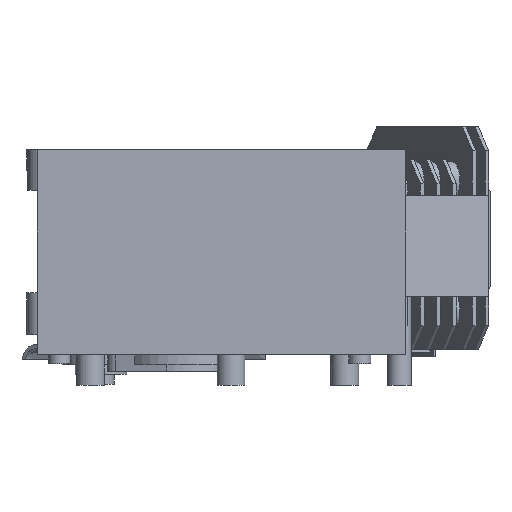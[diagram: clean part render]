
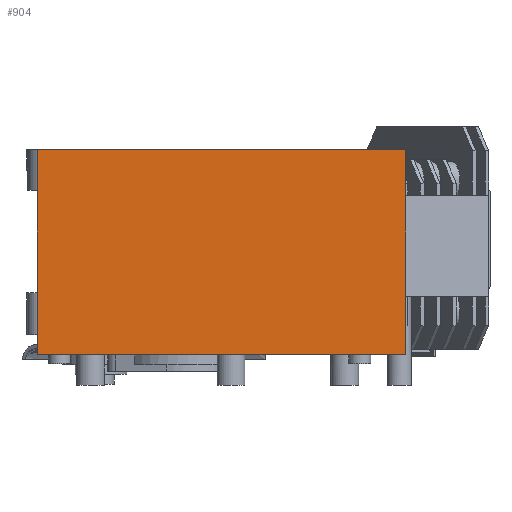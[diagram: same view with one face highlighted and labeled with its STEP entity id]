
A CAD part, front view. The second image highlights one B-rep face of the part: STEP entity #904.
In plain terms, the highlighted planar face has unit normal (0, -1, 0).
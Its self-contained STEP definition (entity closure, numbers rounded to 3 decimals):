
#904=ADVANCED_FACE('',(#1773),#1379,.T.);
#1379=PLANE('',#31837);
#1773=FACE_OUTER_BOUND('',#2254,.T.);
#2254=EDGE_LOOP('',(#4406,#4407,#4408,#4409));
#4406=ORIENTED_EDGE('',*,*,#7862,.F.);
#4407=ORIENTED_EDGE('',*,*,#7863,.F.);
#4408=ORIENTED_EDGE('',*,*,#7194,.T.);
#4409=ORIENTED_EDGE('',*,*,#7860,.T.);
#6082=VERTEX_POINT('',#42570);
#6083=VERTEX_POINT('',#42572);
#6507=VERTEX_POINT('',#43917);
#6509=VERTEX_POINT('',#43923);
#7194=EDGE_CURVE('',#6083,#6082,#20581,.T.);
#7860=EDGE_CURVE('',#6082,#6507,#21024,.T.);
#7862=EDGE_CURVE('',#6509,#6507,#21026,.T.);
#7863=EDGE_CURVE('',#6083,#6509,#21027,.T.);
#20581=LINE('',#42571,#24114);
#21024=LINE('',#43919,#24557);
#21026=LINE('',#43922,#24559);
#21027=LINE('',#43924,#24560);
#24114=VECTOR('',#36241,1.);
#24557=VECTOR('',#37522,1.);
#24559=VECTOR('',#37526,1.);
#24560=VECTOR('',#37527,1.);
#31837=AXIS2_PLACEMENT_3D('',#43925,#37528,#37529);
#36241=DIRECTION('',(1.,0.,0.));
#37522=DIRECTION('',(0.,0.,1.));
#37526=DIRECTION('',(1.,0.,0.));
#37527=DIRECTION('',(0.,0.,1.));
#37528=DIRECTION('',(0.,-1.,0.));
#37529=DIRECTION('',(0.,0.,-1.));
#42570=CARTESIAN_POINT('',(190.64,0.147,-103.));
#42571=CARTESIAN_POINT('',(5.64,0.147,-103.));
#42572=CARTESIAN_POINT('',(5.64,0.147,-103.));
#43917=CARTESIAN_POINT('',(190.64,0.147,0.));
#43919=CARTESIAN_POINT('',(190.64,0.147,-103.));
#43922=CARTESIAN_POINT('',(5.64,0.147,0.));
#43923=CARTESIAN_POINT('',(5.64,0.147,0.));
#43924=CARTESIAN_POINT('',(5.64,0.147,-103.));
#43925=CARTESIAN_POINT('',(5.64,0.147,-103.));
